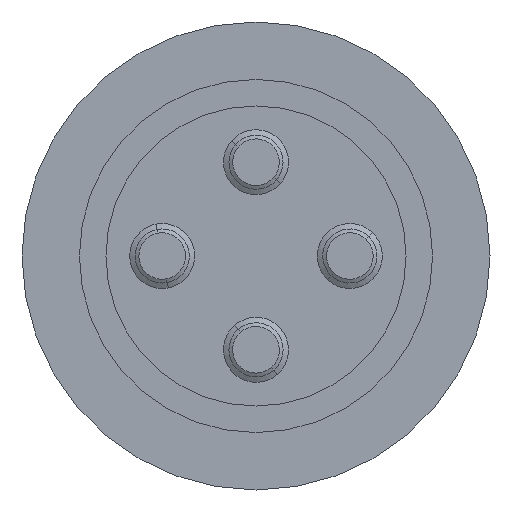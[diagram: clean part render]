
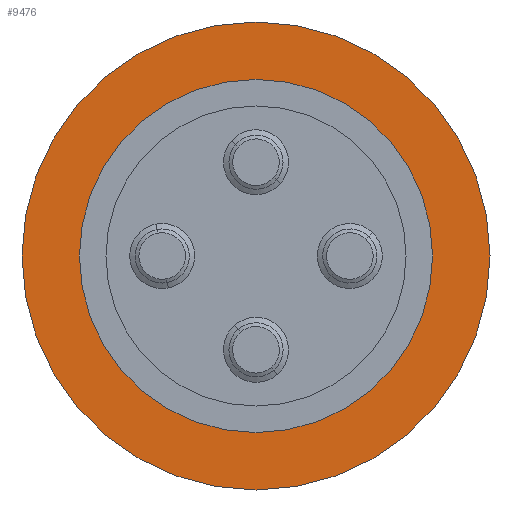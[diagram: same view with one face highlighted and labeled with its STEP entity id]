
A CAD part, front view. The second image highlights one B-rep face of the part: STEP entity #9476.
In plain terms, the highlighted planar face has unit normal (0, -1, 0).
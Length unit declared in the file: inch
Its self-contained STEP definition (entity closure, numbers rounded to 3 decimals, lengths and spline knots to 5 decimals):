
#299 = EDGE_CURVE ( 'NONE', #2334, #5861, #2280, .T. ) ;
#654 = CARTESIAN_POINT ( 'NONE',  ( 0., 0., 0. ) ) ;
#815 = DIRECTION ( 'NONE',  ( 0., 0., 1. ) ) ;
#986 = DIRECTION ( 'NONE',  ( 0., 1., 0. ) ) ;
#1012 = EDGE_CURVE ( 'NONE', #5861, #2334, #10314, .T. ) ;
#1114 = ORIENTED_EDGE ( 'NONE', *, *, #299, .T. ) ;
#1136 = FACE_BOUND ( 'NONE', #6035, .T. ) ;
#1508 = DIRECTION ( 'NONE',  ( 0., 0., 1. ) ) ;
#1551 = DIRECTION ( 'NONE',  ( 0., 1., 0. ) ) ;
#1680 = DIRECTION ( 'NONE',  ( 0., 1., 0. ) ) ;
#1751 = AXIS2_PLACEMENT_3D ( 'NONE', #8476, #986, #4318 ) ;
#2084 = ORIENTED_EDGE ( 'NONE', *, *, #9246, .F. ) ;
#2280 = CIRCLE ( 'NONE', #6814, 0.815 ) ;
#2334 = VERTEX_POINT ( 'NONE', #3461 ) ;
#3053 = DIRECTION ( 'NONE',  ( 0., 0., 1. ) ) ;
#3056 = EDGE_CURVE ( 'NONE', #5496, #10659, #10732, .T. ) ;
#3461 = CARTESIAN_POINT ( 'NONE',  ( 0., 0., 0.815 ) ) ;
#3570 = EDGE_LOOP ( 'NONE', ( #2084, #3831 ) ) ;
#3688 = DIRECTION ( 'NONE',  ( 0., -1., 0. ) ) ;
#3831 = ORIENTED_EDGE ( 'NONE', *, *, #3056, .F. ) ;
#4085 = CARTESIAN_POINT ( 'NONE',  ( 0., 0., 1.08 ) ) ;
#4318 = DIRECTION ( 'NONE',  ( 0., 0., 1. ) ) ;
#4469 = DIRECTION ( 'NONE',  ( 0., 0., -1. ) ) ;
#5291 = PLANE ( 'NONE',  #8412 ) ;
#5496 = VERTEX_POINT ( 'NONE', #9542 ) ;
#5820 = CARTESIAN_POINT ( 'NONE',  ( 0., 0., 0. ) ) ;
#5861 = VERTEX_POINT ( 'NONE', #8329 ) ;
#6005 = FACE_OUTER_BOUND ( 'NONE', #3570, .T. ) ;
#6035 = EDGE_LOOP ( 'NONE', ( #1114, #7663 ) ) ;
#6715 = CARTESIAN_POINT ( 'NONE',  ( 0., 0., 0. ) ) ;
#6814 = AXIS2_PLACEMENT_3D ( 'NONE', #654, #10546, #3053 ) ;
#6933 = CARTESIAN_POINT ( 'NONE',  ( -1.08, 0., 0. ) ) ;
#7424 = AXIS2_PLACEMENT_3D ( 'NONE', #5820, #1551, #1508 ) ;
#7663 = ORIENTED_EDGE ( 'NONE', *, *, #1012, .T. ) ;
#8329 = CARTESIAN_POINT ( 'NONE',  ( 0., 0., -0.815 ) ) ;
#8412 = AXIS2_PLACEMENT_3D ( 'NONE', #6933, #3688, #4469 ) ;
#8476 = CARTESIAN_POINT ( 'NONE',  ( 0., 0., 0. ) ) ;
#8585 = AXIS2_PLACEMENT_3D ( 'NONE', #6715, #1680, #815 ) ;
#9246 = EDGE_CURVE ( 'NONE', #10659, #5496, #10670, .T. ) ;
#9476 = ADVANCED_FACE ( 'NONE', ( #1136, #6005 ), #5291, .T. ) ;
#9542 = CARTESIAN_POINT ( 'NONE',  ( 0., 0., -1.08 ) ) ;
#10314 = CIRCLE ( 'NONE', #1751, 0.815 ) ;
#10546 = DIRECTION ( 'NONE',  ( 0., 1., 0. ) ) ;
#10659 = VERTEX_POINT ( 'NONE', #4085 ) ;
#10670 = CIRCLE ( 'NONE', #8585, 1.08 ) ;
#10732 = CIRCLE ( 'NONE', #7424, 1.08 ) ;
